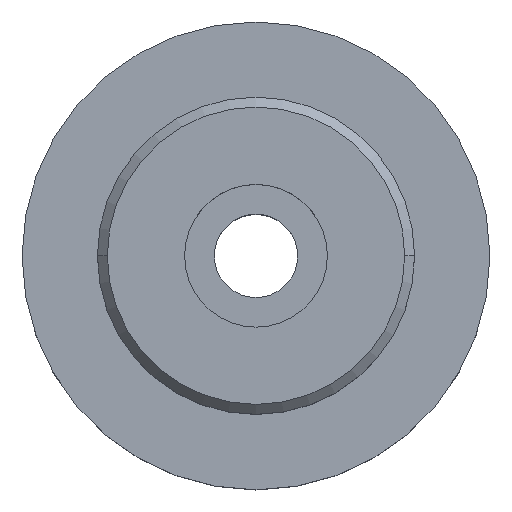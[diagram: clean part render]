
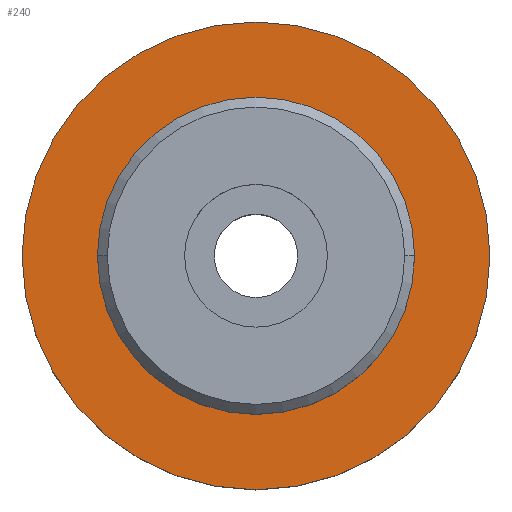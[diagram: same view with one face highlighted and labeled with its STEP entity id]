
A CAD part, top view. The second image highlights one B-rep face of the part: STEP entity #240.
In plain terms, the highlighted planar face has unit normal (0, 0, 1).
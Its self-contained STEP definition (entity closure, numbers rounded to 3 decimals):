
#110=VERTEX_POINT('',#275);
#126=EDGE_CURVE('',#228,#110,#294,.T.);
#134=EDGE_CURVE('',#204,#142,#304,.T.);
#142=VERTEX_POINT('',#312);
#196=EDGE_CURVE('',#142,#204,#377,.T.);
#204=VERTEX_POINT('',#385);
#216=EDGE_CURVE('',#110,#228,#397,.T.);
#228=VERTEX_POINT('',#410);
#240=ADVANCED_FACE('',(#423,#424),#425,.T.);
#275=CARTESIAN_POINT('',(-20.0,0.,12.0));
#294=CIRCLE('',#478,20.0);
#304=CIRCLE('',#491,29.5);
#312=CARTESIAN_POINT('',(-29.5,0.,12.0));
#377=CIRCLE('',#582,29.5);
#385=CARTESIAN_POINT('',(29.5,0.,12.0));
#397=CIRCLE('',#612,20.0);
#410=CARTESIAN_POINT('',(20.0,0.,12.0));
#423=FACE_BOUND('',#644,.T.);
#424=FACE_OUTER_BOUND('',#645,.T.);
#425=PLANE('',#646);
#478=AXIS2_PLACEMENT_3D('',#701,#702,#703);
#491=AXIS2_PLACEMENT_3D('',#713,#714,#715);
#582=AXIS2_PLACEMENT_3D('',#815,#816,#817);
#612=AXIS2_PLACEMENT_3D('',#825,#826,#827);
#644=EDGE_LOOP('',(#853,#854));
#645=EDGE_LOOP('',(#855,#856));
#646=AXIS2_PLACEMENT_3D('',#857,#858,#859);
#701=CARTESIAN_POINT('',(0.0,0.,12.0));
#702=DIRECTION('',(0.0,0.0,1.0));
#703=DIRECTION('',(-1.0,0.,0.0));
#713=CARTESIAN_POINT('',(0.0,0.,12.0));
#714=DIRECTION('',(0.0,0.0,1.0));
#715=DIRECTION('',(-1.0,0.,0.0));
#815=CARTESIAN_POINT('',(0.0,0.,12.0));
#816=DIRECTION('',(0.0,0.0,1.0));
#817=DIRECTION('',(-1.0,0.,0.0));
#825=CARTESIAN_POINT('',(0.0,0.,12.0));
#826=DIRECTION('',(0.0,0.0,1.0));
#827=DIRECTION('',(-1.0,0.,0.0));
#853=ORIENTED_EDGE('',*,*,#216,.F.);
#854=ORIENTED_EDGE('',*,*,#126,.F.);
#855=ORIENTED_EDGE('',*,*,#196,.T.);
#856=ORIENTED_EDGE('',*,*,#134,.T.);
#857=CARTESIAN_POINT('',(-24.75,0.,12.0));
#858=DIRECTION('',(0.0,0.0,1.0));
#859=DIRECTION('',(-1.0,0.,0.0));
